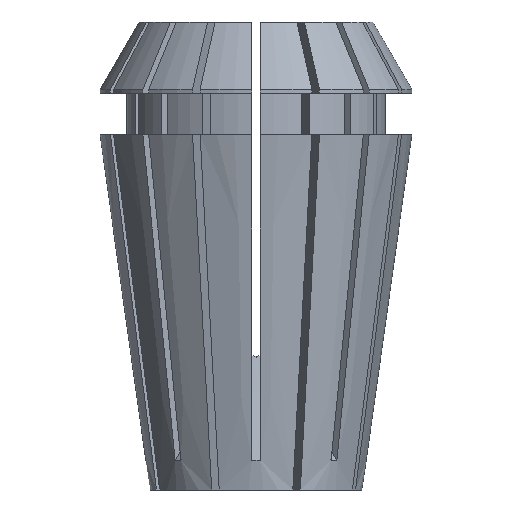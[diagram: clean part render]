
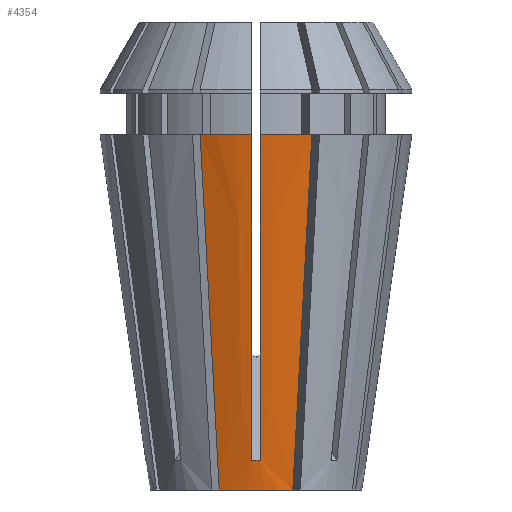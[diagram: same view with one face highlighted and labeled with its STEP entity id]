
A CAD part, left-side view. The second image highlights one B-rep face of the part: STEP entity #4354.
In plain terms, the highlighted conical face has half-angle 8 degrees and reference radius 7.141 mm.
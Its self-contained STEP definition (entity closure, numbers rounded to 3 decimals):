
#226 = CARTESIAN_POINT ( 'NONE',  ( -10.137, -0.275, 21.339 ) ) ;
#245 = CARTESIAN_POINT ( 'NONE',  ( -9.803, -3.763, 23.9 ) ) ;
#267 = CARTESIAN_POINT ( 'NONE',  ( -7.418, -0.275, 2.005 ) ) ;
#347 = DIRECTION ( 'NONE',  ( 1., 0., 0. ) ) ;
#359 = CIRCLE ( 'NONE', #3312, 10.5 ) ;
#446 = ORIENTED_EDGE ( 'NONE', *, *, #571, .F. ) ;
#449 = EDGE_CURVE ( 'NONE', #4265, #1801, #359, .T. ) ;
#455 = CARTESIAN_POINT ( 'NONE',  ( -9.777, -0.275, 18.778 ) ) ;
#496 = CARTESIAN_POINT ( 'NONE',  ( -8.183, -0.275, 7.442 ) ) ;
#571 = EDGE_CURVE ( 'NONE', #3467, #1896, #2240, .T. ) ;
#663 = B_SPLINE_CURVE_WITH_KNOTS ( 'NONE', 3,
 ( #2558, #5213, #5588, #2966, #4748, #5623, #1329 ),
 .UNSPECIFIED., .F., .F.,
 ( 4, 3, 4 ),
 ( 0., 0.018, 0.024 ),
 .UNSPECIFIED. ) ;
#751 = CARTESIAN_POINT ( 'NONE',  ( 0., 0., 0. ) ) ;
#978 = CARTESIAN_POINT ( 'NONE',  ( 0., 0., 0. ) ) ;
#996 = CARTESIAN_POINT ( 'NONE',  ( -10.497, 0.275, 23.9 ) ) ;
#1117 = CARTESIAN_POINT ( 'NONE',  ( -10.137, 0.275, 21.339 ) ) ;
#1181 = CARTESIAN_POINT ( 'NONE',  ( -6.943, -2.578, 1.882 ) ) ;
#1314 = CARTESIAN_POINT ( 'NONE',  ( -7.418, 0.275, 2.005 ) ) ;
#1329 = CARTESIAN_POINT ( 'NONE',  ( -6.698, 2.477, 0. ) ) ;
#1367 = ORIENTED_EDGE ( 'NONE', *, *, #3400, .T. ) ;
#1451 = EDGE_CURVE ( 'NONE', #3422, #2854, #3750, .T. ) ;
#1468 = CARTESIAN_POINT ( 'NONE',  ( -10.497, -0.275, 23.9 ) ) ;
#1484 = CARTESIAN_POINT ( 'NONE',  ( -8.183, 0.275, 7.442 ) ) ;
#1502 = CARTESIAN_POINT ( 'NONE',  ( -7.467, 0.275, 2.355 ) ) ;
#1530 = CARTESIAN_POINT ( 'NONE',  ( -10.497, -0.275, 23.9 ) ) ;
#1536 = CARTESIAN_POINT ( 'NONE',  ( -9.013, -3.435, 17.815 ) ) ;
#1606 = VERTEX_POINT ( 'NONE', #3463 ) ;
#1624 = CARTESIAN_POINT ( 'NONE',  ( -7.424, -0.092, 1.998 ) ) ;
#1797 = CARTESIAN_POINT ( 'NONE',  ( -7.566, -0.275, 3.054 ) ) ;
#1801 = VERTEX_POINT ( 'NONE', #1530 ) ;
#1896 = VERTEX_POINT ( 'NONE', #4986 ) ;
#2069 = AXIS2_PLACEMENT_3D ( 'NONE', #978, #3064, #3494 ) ;
#2077 = ORIENTED_EDGE ( 'NONE', *, *, #3693, .T. ) ;
#2120 = CARTESIAN_POINT ( 'NONE',  ( -7.424, 0.092, 1.998 ) ) ;
#2134 = FACE_OUTER_BOUND ( 'NONE', #2665, .T. ) ;
#2171 = CARTESIAN_POINT ( 'NONE',  ( -7.467, -0.275, 2.355 ) ) ;
#2191 = ORIENTED_EDGE ( 'NONE', *, *, #3823, .F. ) ;
#2240 = CIRCLE ( 'NONE', #2069, 7.141 ) ;
#2385 = EDGE_CURVE ( 'NONE', #3449, #1606, #3615, .T. ) ;
#2427 = CARTESIAN_POINT ( 'NONE',  ( -7.418, 0.275, 2.005 ) ) ;
#2480 = DIRECTION ( 'NONE',  ( 0., 0., 1. ) ) ;
#2506 = CARTESIAN_POINT ( 'NONE',  ( -7.516, -0.275, 2.705 ) ) ;
#2558 = CARTESIAN_POINT ( 'NONE',  ( -9.803, 3.763, 23.9 ) ) ;
#2651 = CARTESIAN_POINT ( 'NONE',  ( -7.418, -0.275, 2.005 ) ) ;
#2665 = EDGE_LOOP ( 'NONE', ( #3300, #2077, #446, #2191, #3758, #1367, #5164, #4324 ) ) ;
#2797 = CARTESIAN_POINT ( 'NONE',  ( -7.566, 0.275, 3.054 ) ) ;
#2854 = VERTEX_POINT ( 'NONE', #267 ) ;
#2883 = B_SPLINE_CURVE_WITH_KNOTS ( 'NONE', 3,
 ( #1468, #226, #455, #5122, #3889, #496, #1797, #2506, #2171, #2651 ),
 .UNSPECIFIED., .F., .F.,
 ( 4, 3, 3, 4 ),
 ( 0.044, 0.052, 0.065, 0.066 ),
 .UNSPECIFIED. ) ;
#2898 = DIRECTION ( 'NONE',  ( -1., 0., 0. ) ) ;
#2966 = CARTESIAN_POINT ( 'NONE',  ( -7.432, 2.781, 5.645 ) ) ;
#3064 = DIRECTION ( 'NONE',  ( 0., 0., -1. ) ) ;
#3156 = B_SPLINE_CURVE_WITH_KNOTS ( 'NONE', 3,
 ( #245, #1536, #4141, #5125, #4698, #1181, #3797 ),
 .UNSPECIFIED., .F., .F.,
 ( 4, 3, 4 ),
 ( 0., 0.018, 0.024 ),
 .UNSPECIFIED. ) ;
#3201 = DIRECTION ( 'NONE',  ( 0., 0., -1. ) ) ;
#3263 = CARTESIAN_POINT ( 'NONE',  ( -9.416, 0.275, 16.216 ) ) ;
#3300 = ORIENTED_EDGE ( 'NONE', *, *, #2385, .T. ) ;
#3312 = AXIS2_PLACEMENT_3D ( 'NONE', #4193, #5160, #2898 ) ;
#3400 = EDGE_CURVE ( 'NONE', #1801, #2854, #2883, .T. ) ;
#3422 = VERTEX_POINT ( 'NONE', #1314 ) ;
#3449 = VERTEX_POINT ( 'NONE', #996 ) ;
#3463 = CARTESIAN_POINT ( 'NONE',  ( -9.803, 3.763, 23.9 ) ) ;
#3467 = VERTEX_POINT ( 'NONE', #3654 ) ;
#3484 = EDGE_CURVE ( 'NONE', #3449, #3422, #5090, .T. ) ;
#3494 = DIRECTION ( 'NONE',  ( -1., 0., 0. ) ) ;
#3511 = AXIS2_PLACEMENT_3D ( 'NONE', #3694, #3201, #5448 ) ;
#3610 = CARTESIAN_POINT ( 'NONE',  ( -9.777, 0.275, 18.778 ) ) ;
#3615 = CIRCLE ( 'NONE', #3511, 10.5 ) ;
#3654 = CARTESIAN_POINT ( 'NONE',  ( -6.698, -2.477, 0. ) ) ;
#3693 = EDGE_CURVE ( 'NONE', #1606, #1896, #663, .T. ) ;
#3694 = CARTESIAN_POINT ( 'NONE',  ( 0., 0., 23.9 ) ) ;
#3750 = B_SPLINE_CURVE_WITH_KNOTS ( 'NONE', 3,
 ( #5130, #2120, #1624, #5114 ),
 .UNSPECIFIED., .F., .F.,
 ( 4, 4 ),
 ( 0., 0.001 ),
 .UNSPECIFIED. ) ;
#3758 = ORIENTED_EDGE ( 'NONE', *, *, #449, .T. ) ;
#3797 = CARTESIAN_POINT ( 'NONE',  ( -6.698, -2.477, 0. ) ) ;
#3823 = EDGE_CURVE ( 'NONE', #4265, #3467, #3156, .T. ) ;
#3889 = CARTESIAN_POINT ( 'NONE',  ( -8.8, -0.275, 11.829 ) ) ;
#4066 = CARTESIAN_POINT ( 'NONE',  ( -8.8, 0.275, 11.829 ) ) ;
#4087 = CARTESIAN_POINT ( 'NONE',  ( -7.516, 0.275, 2.705 ) ) ;
#4111 = CARTESIAN_POINT ( 'NONE',  ( -10.497, 0.275, 23.9 ) ) ;
#4139 = AXIS2_PLACEMENT_3D ( 'NONE', #751, #2480, #347 ) ;
#4141 = CARTESIAN_POINT ( 'NONE',  ( -8.222, -3.108, 11.73 ) ) ;
#4193 = CARTESIAN_POINT ( 'NONE',  ( 0., 0., 23.9 ) ) ;
#4265 = VERTEX_POINT ( 'NONE', #4566 ) ;
#4324 = ORIENTED_EDGE ( 'NONE', *, *, #3484, .F. ) ;
#4354 = ADVANCED_FACE ( 'NONE', ( #2134 ), #4889, .T. ) ;
#4566 = CARTESIAN_POINT ( 'NONE',  ( -9.803, -3.763, 23.9 ) ) ;
#4698 = CARTESIAN_POINT ( 'NONE',  ( -7.187, -2.679, 3.763 ) ) ;
#4748 = CARTESIAN_POINT ( 'NONE',  ( -7.187, 2.679, 3.763 ) ) ;
#4889 = CONICAL_SURFACE ( 'NONE', #4139, 7.141, 0.14 ) ;
#4986 = CARTESIAN_POINT ( 'NONE',  ( -6.698, 2.477, 0. ) ) ;
#5090 = B_SPLINE_CURVE_WITH_KNOTS ( 'NONE', 3,
 ( #4111, #1117, #3610, #3263, #4066, #1484, #2797, #4087, #1502, #2427 ),
 .UNSPECIFIED., .F., .F.,
 ( 4, 3, 3, 4 ),
 ( 0.044, 0.052, 0.065, 0.066 ),
 .UNSPECIFIED. ) ;
#5114 = CARTESIAN_POINT ( 'NONE',  ( -7.418, -0.275, 2.005 ) ) ;
#5122 = CARTESIAN_POINT ( 'NONE',  ( -9.416, -0.275, 16.216 ) ) ;
#5125 = CARTESIAN_POINT ( 'NONE',  ( -7.432, -2.781, 5.645 ) ) ;
#5130 = CARTESIAN_POINT ( 'NONE',  ( -7.418, 0.275, 2.005 ) ) ;
#5160 = DIRECTION ( 'NONE',  ( 0., 0., -1. ) ) ;
#5164 = ORIENTED_EDGE ( 'NONE', *, *, #1451, .F. ) ;
#5213 = CARTESIAN_POINT ( 'NONE',  ( -9.013, 3.435, 17.815 ) ) ;
#5448 = DIRECTION ( 'NONE',  ( -1., 0., 0. ) ) ;
#5588 = CARTESIAN_POINT ( 'NONE',  ( -8.222, 3.108, 11.73 ) ) ;
#5623 = CARTESIAN_POINT ( 'NONE',  ( -6.943, 2.578, 1.882 ) ) ;
